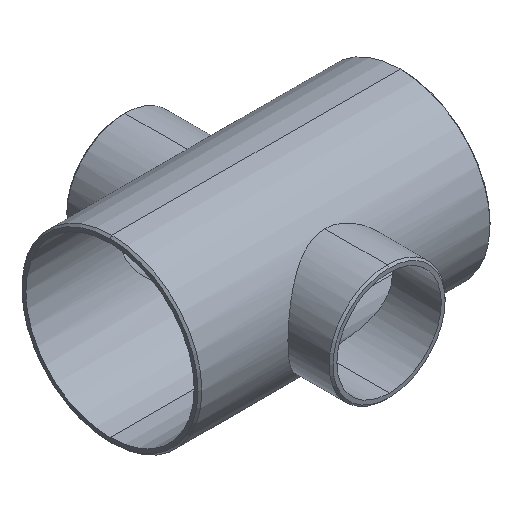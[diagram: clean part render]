
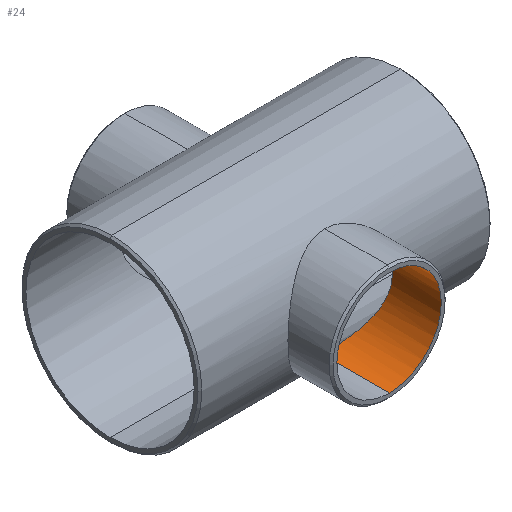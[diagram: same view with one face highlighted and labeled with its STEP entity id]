
A CAD part, isometric view. The second image highlights one B-rep face of the part: STEP entity #24.
In plain terms, the highlighted cylindrical face has radius 63.576 mm (diameter 127.152 mm), a partial arc.
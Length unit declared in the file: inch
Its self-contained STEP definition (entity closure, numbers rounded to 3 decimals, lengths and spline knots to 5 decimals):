
#19 = CARTESIAN_POINT ( 'NONE',  ( 0., -6.38, 0. ) ) ;
#24 = ADVANCED_FACE ( 'NONE', ( #1280 ), #972, .F. ) ;
#30 = CARTESIAN_POINT ( 'NONE',  ( 1.52692, -3.51407, -1.98491 ) ) ;
#35 = CARTESIAN_POINT ( 'NONE',  ( 2.23542, -3.8752, -1.12676 ) ) ;
#40 = CARTESIAN_POINT ( 'NONE',  ( 1.98111, -3.73355, -1.53813 ) ) ;
#49 = CARTESIAN_POINT ( 'NONE',  ( 1.26581, -3.40854, 2.16084 ) ) ;
#69 = CARTESIAN_POINT ( 'NONE',  ( 0.25426, -3.17484, 2.49113 ) ) ;
#82 = VERTEX_POINT ( 'NONE', #893 ) ;
#134 = CARTESIAN_POINT ( 'NONE',  ( 0.70148, -3.24205, -2.40305 ) ) ;
#138 = CARTESIAN_POINT ( 'NONE',  ( 2.27417, -3.89768, 1.04635 ) ) ;
#141 = CARTESIAN_POINT ( 'NONE',  ( 1.00874, -3.32213, -2.2911 ) ) ;
#148 = CARTESIAN_POINT ( 'NONE',  ( 2.4175, -3.98295, -0.66957 ) ) ;
#153 = EDGE_LOOP ( 'NONE', ( #1159, #1185, #1249, #1241 ) ) ;
#154 = CARTESIAN_POINT ( 'NONE',  ( 0.66631, -3.23394, 2.41408 ) ) ;
#170 = CARTESIAN_POINT ( 'NONE',  ( 0.16958, -3.16973, 2.49761 ) ) ;
#234 = CARTESIAN_POINT ( 'NONE',  ( 1.87967, -3.68016, -1.66056 ) ) ;
#239 = CARTESIAN_POINT ( 'NONE',  ( 2.27127, -3.89599, -1.05263 ) ) ;
#245 = CARTESIAN_POINT ( 'NONE',  ( 1.61926, -3.55549, -1.90908 ) ) ;
#247 = DIRECTION ( 'NONE',  ( 0., 0., -1. ) ) ;
#250 = CARTESIAN_POINT ( 'NONE',  ( 1.33414, -3.43461, 2.1193 ) ) ;
#257 = CARTESIAN_POINT ( 'NONE',  ( 0.82312, -3.26985, 2.36521 ) ) ;
#262 = CARTESIAN_POINT ( 'NONE',  ( 0., -6.38, -2.503 ) ) ;
#265 = CARTESIAN_POINT ( 'NONE',  ( 0.33827, -3.18323, 2.4804 ) ) ;
#324 = CARTESIAN_POINT ( 'NONE',  ( 0., -6.38, 2.503 ) ) ;
#338 = CARTESIAN_POINT ( 'NONE',  ( 1.26219, -3.40719, -2.16297 ) ) ;
#341 = CARTESIAN_POINT ( 'NONE',  ( 0., -6.38, 0. ) ) ;
#343 = CARTESIAN_POINT ( 'NONE',  ( 2.36836, -3.95306, -0.82633 ) ) ;
#351 = CARTESIAN_POINT ( 'NONE',  ( 0., -3.16548, -2.503 ) ) ;
#356 = CARTESIAN_POINT ( 'NONE',  ( 2.11601, -3.8074, -1.33938 ) ) ;
#363 = CARTESIAN_POINT ( 'NONE',  ( 1.01262, -3.3233, 2.28938 ) ) ;
#368 = CARTESIAN_POINT ( 'NONE',  ( 0.04216, -3.16548, 2.503 ) ) ;
#429 = VERTEX_POINT ( 'NONE', #1067 ) ;
#433 = CIRCLE ( 'NONE', #1131, 2.503 ) ;
#438 = DIRECTION ( 'NONE',  ( 0., 1., 0. ) ) ;
#443 = CARTESIAN_POINT ( 'NONE',  ( 1.46309, -3.48672, -2.03242 ) ) ;
#446 = VERTEX_POINT ( 'NONE', #1036 ) ;
#448 = CARTESIAN_POINT ( 'NONE',  ( 2.21662, -3.86438, -1.1633 ) ) ;
#453 = CARTESIAN_POINT ( 'NONE',  ( 2.49844, -4.03267, -0.17331 ) ) ;
#458 = CARTESIAN_POINT ( 'NONE',  ( 2.46799, -4.01386, -0.42536 ) ) ;
#466 = CARTESIAN_POINT ( 'NONE',  ( 2.50283, -4.03539, -0.08897 ) ) ;
#474 = EDGE_CURVE ( 'NONE', #446, #429, #549, .T. ) ;
#492 = CARTESIAN_POINT ( 'NONE',  ( 0., -3.16548, 2.503 ) ) ;
#549 = LINE ( 'NONE', #324, #610 ) ;
#554 = CARTESIAN_POINT ( 'NONE',  ( 1.73794, -3.6111, -1.80171 ) ) ;
#559 = CARTESIAN_POINT ( 'NONE',  ( 2.23864, -3.87705, 1.12035 ) ) ;
#560 = EDGE_CURVE ( 'NONE', #446, #82, #433, .T. ) ;
#564 = CARTESIAN_POINT ( 'NONE',  ( 1.15551, -3.36962, -2.22068 ) ) ;
#571 = CARTESIAN_POINT ( 'NONE',  ( 2.36704, -3.95256, 0.81792 ) ) ;
#574 = EDGE_CURVE ( 'NONE', #1034, #429, #783, .T. ) ;
#578 = CARTESIAN_POINT ( 'NONE',  ( 1.11922, -3.35734, -2.2392 ) ) ;
#610 = VECTOR ( 'NONE', #1163, 39.37008 ) ;
#659 = CARTESIAN_POINT ( 'NONE',  ( 0.33449, -3.17894, -2.48624 ) ) ;
#665 = CARTESIAN_POINT ( 'NONE',  ( 2.44512, -3.99985, 0.53684 ) ) ;
#669 = CARTESIAN_POINT ( 'NONE',  ( 2.50333, -4.0357, 0.16302 ) ) ;
#675 = CARTESIAN_POINT ( 'NONE',  ( 1.15948, -3.37099, 2.21861 ) ) ;
#678 = VECTOR ( 'NONE', #687, 39.37008 ) ;
#682 = CARTESIAN_POINT ( 'NONE',  ( 0.58624, -3.21829, 2.43481 ) ) ;
#687 = DIRECTION ( 'NONE',  ( 0., 1., 0. ) ) ;
#713 = CARTESIAN_POINT ( 'NONE',  ( 0.42194, -3.1932, 2.46754 ) ) ;
#760 = CARTESIAN_POINT ( 'NONE',  ( 1.33073, -3.43328, -2.12145 ) ) ;
#766 = CARTESIAN_POINT ( 'NONE',  ( 2.48092, -4.02184, -0.34244 ) ) ;
#772 = CARTESIAN_POINT ( 'NONE',  ( 2.29102, -3.90754, 1.00893 ) ) ;
#778 = CARTESIAN_POINT ( 'NONE',  ( 2.15807, -3.83099, -1.27059 ) ) ;
#783 = B_SPLINE_CURVE_WITH_KNOTS ( 'NONE', 3,
 ( #351, #1282, #659, #1299, #1189, #974, #134, #1277, #864, #141, #1072, #578, #564, #338, #760, #443, #30, #245, #1182, #1079, #554, #234, #40, #356, #778, #448, #35, #239, #858, #343, #148, #458, #766, #453, #466, #669, #875, #665, #1176, #966, #1288, #571, #784, #772, #138, #559, #970, #867, #991, #1082, #1293, #984, #1193, #250, #49, #675, #1087, #882, #363, #1200, #257, #154, #682, #1095, #713, #265, #69, #170, #1128, #368, #492 ),
 .UNSPECIFIED., .F., .F.,
 ( 4, 2, 2, 2, 2, 2, 2, 2, 2, 2, 2, 2, 2, 2, 2, 2, 2, 2, 2, 2, 2, 2, 2, 2, 2, 2, 2, 2, 2, 2, 2, 2, 2, 1, 2, 4 ),
 ( 0.20692, 0.21966, 0.22285, 0.22603, 0.2324, 0.23559, 0.23877, 0.24514, 0.25151, 0.2547, 0.25788, 0.27063, 0.277, 0.28018, 0.28337, 0.29611, 0.30248, 0.30885, 0.32159, 0.32477, 0.32796, 0.33433, 0.33751, 0.3407, 0.34707, 0.35981, 0.37255, 0.37892, 0.38211, 0.38529, 0.39166, 0.39803, 0.40122, 0.4044, 0.40759, 0.41077 ),
 .UNSPECIFIED. ) ;
#784 = CARTESIAN_POINT ( 'NONE',  ( 2.33882, -3.93569, 0.89535 ) ) ;
#814 = AXIS2_PLACEMENT_3D ( 'NONE', #341, #1270, #247 ) ;
#858 = CARTESIAN_POINT ( 'NONE',  ( 2.28824, -3.90591, -1.01521 ) ) ;
#864 = CARTESIAN_POINT ( 'NONE',  ( 0.89614, -3.2891, -2.3385 ) ) ;
#867 = CARTESIAN_POINT ( 'NONE',  ( 2.16129, -3.83281, 1.26513 ) ) ;
#875 = CARTESIAN_POINT ( 'NONE',  ( 2.48692, -4.02546, 0.32983 ) ) ;
#882 = CARTESIAN_POINT ( 'NONE',  ( 1.04986, -3.33485, 2.27255 ) ) ;
#893 = CARTESIAN_POINT ( 'NONE',  ( 0., -6.38, -2.503 ) ) ;
#952 = CARTESIAN_POINT ( 'NONE',  ( 0., -3.16548, -2.503 ) ) ;
#966 = CARTESIAN_POINT ( 'NONE',  ( 2.41505, -3.98154, 0.65899 ) ) ;
#970 = CARTESIAN_POINT ( 'NONE',  ( 2.21992, -3.86627, 1.157 ) ) ;
#972 = CYLINDRICAL_SURFACE ( 'NONE', #814, 2.503 ) ;
#974 = CARTESIAN_POINT ( 'NONE',  ( 0.66171, -3.23366, -2.41431 ) ) ;
#984 = CARTESIAN_POINT ( 'NONE',  ( 1.65466, -3.57048, 1.88492 ) ) ;
#991 = CARTESIAN_POINT ( 'NONE',  ( 2.11915, -3.80915, 1.33442 ) ) ;
#1034 = VERTEX_POINT ( 'NONE', #952 ) ;
#1036 = CARTESIAN_POINT ( 'NONE',  ( 0., -6.38, 2.503 ) ) ;
#1067 = CARTESIAN_POINT ( 'NONE',  ( 0., -3.16548, 2.503 ) ) ;
#1072 = CARTESIAN_POINT ( 'NONE',  ( 1.04584, -3.33359, -2.2744 ) ) ;
#1079 = CARTESIAN_POINT ( 'NONE',  ( 1.70879, -3.59716, -1.82938 ) ) ;
#1082 = CARTESIAN_POINT ( 'NONE',  ( 1.98394, -3.73505, 1.53458 ) ) ;
#1087 = CARTESIAN_POINT ( 'NONE',  ( 1.12339, -3.35873, 2.23711 ) ) ;
#1095 = CARTESIAN_POINT ( 'NONE',  ( 0.46339, -3.19896, 2.46009 ) ) ;
#1128 = CARTESIAN_POINT ( 'NONE',  ( 0.08455, -3.16632, 2.50193 ) ) ;
#1131 = AXIS2_PLACEMENT_3D ( 'NONE', #19, #438, #1244 ) ;
#1159 = ORIENTED_EDGE ( 'NONE', *, *, #560, .F. ) ;
#1163 = DIRECTION ( 'NONE',  ( 0., 1., 0. ) ) ;
#1176 = CARTESIAN_POINT ( 'NONE',  ( 2.43573, -3.99411, 0.57792 ) ) ;
#1182 = CARTESIAN_POINT ( 'NONE',  ( 1.64948, -3.56936, -1.88304 ) ) ;
#1185 = ORIENTED_EDGE ( 'NONE', *, *, #474, .T. ) ;
#1186 = LINE ( 'NONE', #262, #678 ) ;
#1189 = CARTESIAN_POINT ( 'NONE',  ( 0.58122, -3.21815, -2.43494 ) ) ;
#1193 = CARTESIAN_POINT ( 'NONE',  ( 1.53205, -3.51466, 1.98574 ) ) ;
#1194 = EDGE_CURVE ( 'NONE', #82, #1034, #1186, .T. ) ;
#1200 = CARTESIAN_POINT ( 'NONE',  ( 0.89985, -3.29011, 2.33708 ) ) ;
#1241 = ORIENTED_EDGE ( 'NONE', *, *, #1194, .F. ) ;
#1244 = DIRECTION ( 'NONE',  ( 0., 0., -1. ) ) ;
#1249 = ORIENTED_EDGE ( 'NONE', *, *, #574, .F. ) ;
#1270 = DIRECTION ( 'NONE',  ( 0., 1., 0. ) ) ;
#1277 = CARTESIAN_POINT ( 'NONE',  ( 0.81938, -3.26891, -2.36652 ) ) ;
#1280 = FACE_OUTER_BOUND ( 'NONE', #153, .T. ) ;
#1282 = CARTESIAN_POINT ( 'NONE',  ( 0.16809, -3.16548, -2.503 ) ) ;
#1288 = CARTESIAN_POINT ( 'NONE',  ( 2.40376, -3.97469, 0.69906 ) ) ;
#1293 = CARTESIAN_POINT ( 'NONE',  ( 1.88216, -3.68143, 1.65781 ) ) ;
#1299 = CARTESIAN_POINT ( 'NONE',  ( 0.54044, -3.21102, -2.44432 ) ) ;
